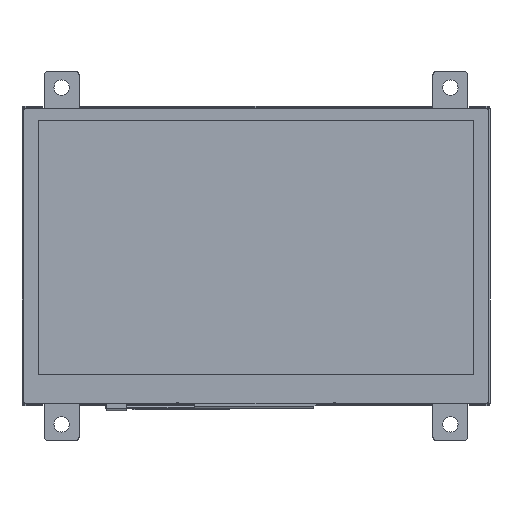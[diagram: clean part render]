
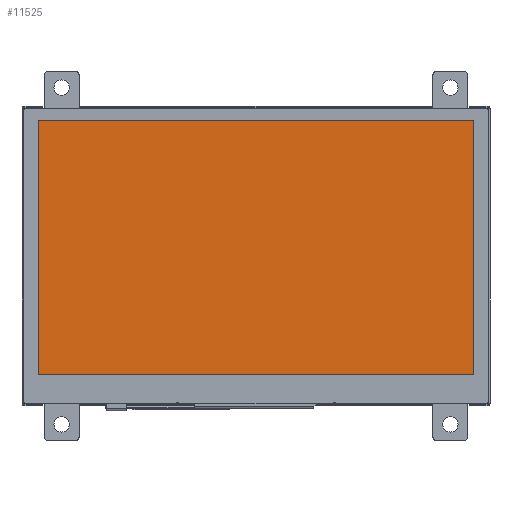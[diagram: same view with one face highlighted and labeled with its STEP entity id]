
A CAD part, top view. The second image highlights one B-rep face of the part: STEP entity #11525.
In plain terms, the highlighted planar face has unit normal (0, 0, 1).
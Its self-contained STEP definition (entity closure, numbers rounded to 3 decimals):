
#699=FACE_OUTER_BOUND('',#1392,.T.);
#1392=EDGE_LOOP('',(#8578,#8579,#8580,#8581));
#2260=LINE('',#17390,#3714);
#2261=LINE('',#17392,#3715);
#2262=LINE('',#17394,#3716);
#2263=LINE('',#17395,#3717);
#3714=VECTOR('',#14217,10.);
#3715=VECTOR('',#14218,10.);
#3716=VECTOR('',#14219,10.);
#3717=VECTOR('',#14220,10.);
#5116=VERTEX_POINT('',#17388);
#5117=VERTEX_POINT('',#17389);
#5118=VERTEX_POINT('',#17391);
#5119=VERTEX_POINT('',#17393);
#6388=EDGE_CURVE('',#5116,#5117,#2260,.T.);
#6389=EDGE_CURVE('',#5118,#5116,#2261,.T.);
#6390=EDGE_CURVE('',#5119,#5118,#2262,.T.);
#6391=EDGE_CURVE('',#5117,#5119,#2263,.T.);
#8578=ORIENTED_EDGE('',*,*,#6388,.F.);
#8579=ORIENTED_EDGE('',*,*,#6389,.F.);
#8580=ORIENTED_EDGE('',*,*,#6390,.F.);
#8581=ORIENTED_EDGE('',*,*,#6391,.F.);
#10868=PLANE('',#12579);
#11525=ADVANCED_FACE('',(#699),#10868,.T.);
#12579=AXIS2_PLACEMENT_3D('',#17387,#14215,#14216);
#14215=DIRECTION('center_axis',(0.,0.,1.));
#14216=DIRECTION('ref_axis',(1.,0.,0.));
#14217=DIRECTION('',(0.,-1.,0.));
#14218=DIRECTION('',(1.,0.,0.));
#14219=DIRECTION('',(0.,1.,0.));
#14220=DIRECTION('',(-1.,0.,0.));
#17387=CARTESIAN_POINT('Origin',(85.092,44.633,2.7));
#17388=CARTESIAN_POINT('',(134.542,73.483,2.7));
#17389=CARTESIAN_POINT('',(134.542,15.783,2.7));
#17390=CARTESIAN_POINT('',(134.542,30.208,2.7));
#17391=CARTESIAN_POINT('',(35.642,73.483,2.7));
#17392=CARTESIAN_POINT('',(109.817,73.483,2.7));
#17393=CARTESIAN_POINT('',(35.642,15.783,2.7));
#17394=CARTESIAN_POINT('',(35.642,59.058,2.7));
#17395=CARTESIAN_POINT('',(60.367,15.783,2.7));
